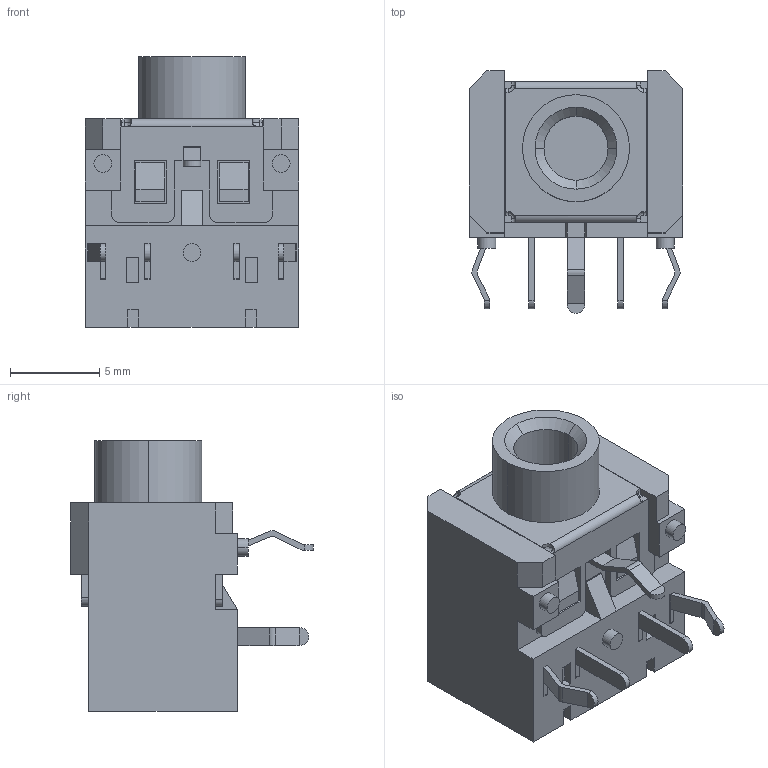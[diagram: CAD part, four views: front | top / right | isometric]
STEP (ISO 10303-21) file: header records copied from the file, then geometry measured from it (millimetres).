
FILE_DESCRIPTION(('STEP AP214'),'1');
FILE_NAME('pj-3062-hd-r.stp','2025-07-16T08:49:57',('TraceParts'),('TraceParts S.A.'),'Spatial InterOp 3D',' ',' ');
FILE_SCHEMA(('AUTOMOTIVE_DESIGN { 1 0 10303 214 1 1 1 1 }'));
Length unit declared in the file: millimetre
Products named in the file (1): PJ-3062-HD-X
Bounding box: 12 x 13.6 x 15.2 mm (x, y, z)
Volume: 1195.2 mm3; surface area: 946.5 mm2
Topology: 1 solids, 1 shells, 680 faces, 1881 edges, 1246 vertices
Faces by surface type: plane 621, cylinder 51, cone 4, bspline 3, torus 1
Entity records: 21382 total; most frequent: CARTESIAN_POINT 3901, ORIENTED_EDGE 3762, DIRECTION 3337, EDGE_CURVE 1881, LINE 1765, VECTOR 1765, VERTEX_POINT 1246, AXIS2_PLACEMENT_3D 786
